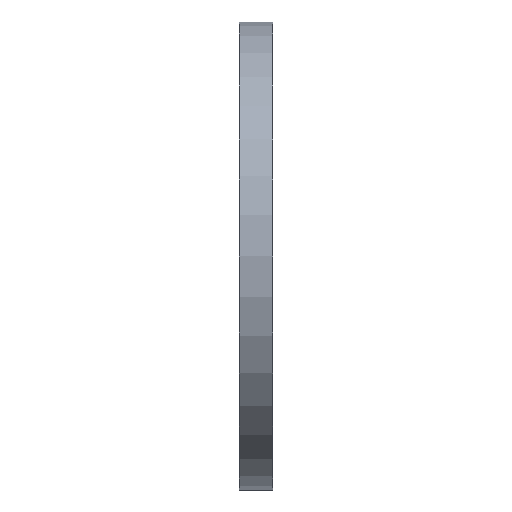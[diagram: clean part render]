
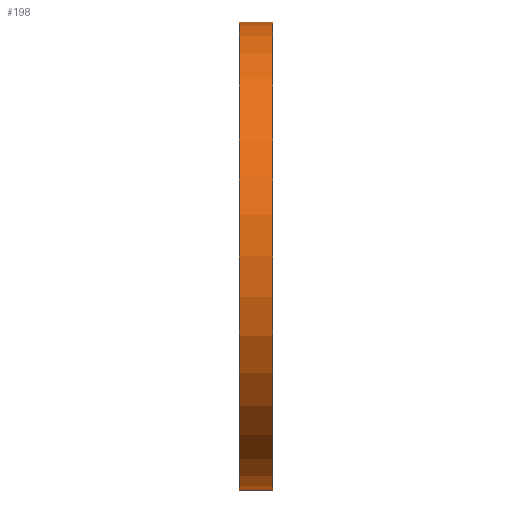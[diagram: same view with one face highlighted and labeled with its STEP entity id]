
A CAD part, front view. The second image highlights one B-rep face of the part: STEP entity #198.
In plain terms, the highlighted cylindrical face has radius 4.393 mm (diameter 8.786 mm), a partial arc.
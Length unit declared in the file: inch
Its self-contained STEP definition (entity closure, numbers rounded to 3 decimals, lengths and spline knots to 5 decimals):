
#198 = ADVANCED_FACE ( 'NONE', ( #551 ), #550, .T. ) ;
#199 = EDGE_LOOP ( 'NONE', ( #253, #254, #257, #220 ) ) ;
#208 = VERTEX_POINT ( 'NONE', #579 ) ;
#218 = EDGE_CURVE ( 'NONE', #256, #219, #622, .T. ) ;
#219 = VERTEX_POINT ( 'NONE', #614 ) ;
#220 = ORIENTED_EDGE ( 'NONE', *, *, #221, .T. ) ;
#221 = EDGE_CURVE ( 'NONE', #219, #208, #613, .T. ) ;
#231 = VERTEX_POINT ( 'NONE', #656 ) ;
#234 = EDGE_CURVE ( 'NONE', #231, #208, #654, .T. ) ;
#253 = ORIENTED_EDGE ( 'NONE', *, *, #234, .F. ) ;
#254 = ORIENTED_EDGE ( 'NONE', *, *, #255, .F. ) ;
#255 = EDGE_CURVE ( 'NONE', #256, #231, #672, .T. ) ;
#256 = VERTEX_POINT ( 'NONE', #668 ) ;
#257 = ORIENTED_EDGE ( 'NONE', *, *, #218, .T. ) ;
#545 = DIRECTION ( 'NONE',  ( 0., 0., 1. ) ) ;
#546 = DIRECTION ( 'NONE',  ( -1., 0., 0. ) ) ;
#547 = CARTESIAN_POINT ( 'NONE',  ( 0.0125, -0.00755, 0. ) ) ;
#548 = AXIS2_PLACEMENT_3D ( 'NONE', #547, #546, #545 ) ;
#550 = CYLINDRICAL_SURFACE ( 'NONE', #548, 0.17295 ) ;
#551 = FACE_OUTER_BOUND ( 'NONE', #199, .T. ) ;
#579 = CARTESIAN_POINT ( 'NONE',  ( -0.0125, -0.00755, -0.17295 ) ) ;
#609 = DIRECTION ( 'NONE',  ( 0., 0., -1. ) ) ;
#610 = DIRECTION ( 'NONE',  ( 1., 0., 0. ) ) ;
#611 = CARTESIAN_POINT ( 'NONE',  ( -0.0125, -0.00755, 0. ) ) ;
#612 = AXIS2_PLACEMENT_3D ( 'NONE', #611, #610, #609 ) ;
#613 = CIRCLE ( 'NONE', #612, 0.17295 ) ;
#614 = CARTESIAN_POINT ( 'NONE',  ( -0.0125, -0.00755, 0.17295 ) ) ;
#615 = DIRECTION ( 'NONE',  ( -1., 0., 0. ) ) ;
#616 = VECTOR ( 'NONE', #615, 39.37008 ) ;
#617 = CARTESIAN_POINT ( 'NONE',  ( 0.0125, -0.00755, 0.17295 ) ) ;
#622 = LINE ( 'NONE', #617, #616 ) ;
#651 = DIRECTION ( 'NONE',  ( -1., 0., 0. ) ) ;
#652 = VECTOR ( 'NONE', #651, 39.37008 ) ;
#653 = CARTESIAN_POINT ( 'NONE',  ( 0.0125, -0.00755, -0.17295 ) ) ;
#654 = LINE ( 'NONE', #653, #652 ) ;
#656 = CARTESIAN_POINT ( 'NONE',  ( 0.0125, -0.00755, -0.17295 ) ) ;
#668 = CARTESIAN_POINT ( 'NONE',  ( 0.0125, -0.00755, 0.17295 ) ) ;
#669 = DIRECTION ( 'NONE',  ( 0., 0., -1. ) ) ;
#670 = DIRECTION ( 'NONE',  ( 1., 0., 0. ) ) ;
#671 = AXIS2_PLACEMENT_3D ( 'NONE', #677, #670, #669 ) ;
#672 = CIRCLE ( 'NONE', #671, 0.17295 ) ;
#677 = CARTESIAN_POINT ( 'NONE',  ( 0.0125, -0.00755, 0. ) ) ;
